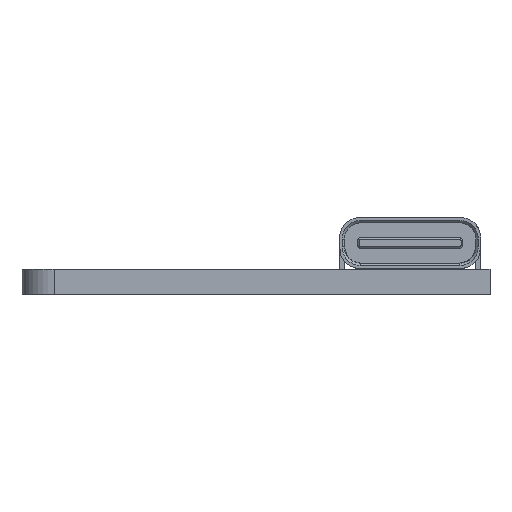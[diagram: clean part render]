
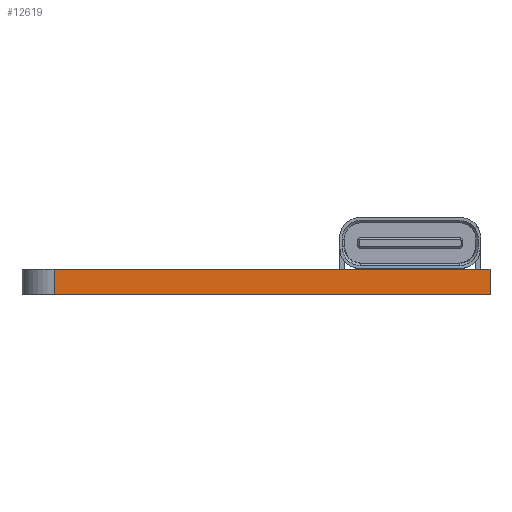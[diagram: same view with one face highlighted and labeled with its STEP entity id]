
A CAD part, left-side view. The second image highlights one B-rep face of the part: STEP entity #12619.
In plain terms, the highlighted planar face has unit normal (-1, -0.002, 0).
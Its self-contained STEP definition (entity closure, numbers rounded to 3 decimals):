
#9197 = CYLINDRICAL_SURFACE('',#9198,2.144);
#9198 = AXIS2_PLACEMENT_3D('',#9199,#9200,#9201);
#9199 = CARTESIAN_POINT('',(40.811,-78.211,0.));
#9200 = DIRECTION('',(-0.,-0.,-1.));
#9201 = DIRECTION('',(1.,0.,-0.));
#9225 = PLANE('',#9226);
#9226 = AXIS2_PLACEMENT_3D('',#9227,#9228,#9229);
#9227 = CARTESIAN_POINT('',(57.959,-95.542,1.6));
#9228 = DIRECTION('',(-0.,-0.,-1.));
#9229 = DIRECTION('',(-1.,0.,0.));
#9279 = PLANE('',#9280);
#9280 = AXIS2_PLACEMENT_3D('',#9281,#9282,#9283);
#9281 = CARTESIAN_POINT('',(57.959,-95.542,0.));
#9282 = DIRECTION('',(-0.,-0.,-1.));
#9283 = DIRECTION('',(-1.,0.,0.));
#9296 = VERTEX_POINT('',#9297);
#9297 = CARTESIAN_POINT('',(38.67,-78.11,1.6));
#9323 = EDGE_CURVE('',#9324,#9296,#9326,.T.);
#9324 = VERTEX_POINT('',#9325);
#9325 = CARTESIAN_POINT('',(38.67,-78.11,0.));
#9326 = SURFACE_CURVE('',#9327,(#9331,#9338),.PCURVE_S1.);
#9327 = LINE('',#9328,#9329);
#9328 = CARTESIAN_POINT('',(38.67,-78.11,0.));
#9329 = VECTOR('',#9330,1.);
#9330 = DIRECTION('',(0.,0.,1.));
#9331 = PCURVE('',#9197,#9332);
#9332 = DEFINITIONAL_REPRESENTATION('',(#9333),#9337);
#9333 = LINE('',#9334,#9335);
#9334 = CARTESIAN_POINT('',(-3.095,0.));
#9335 = VECTOR('',#9336,1.);
#9336 = DIRECTION('',(-0.,-1.));
#9337 = ( GEOMETRIC_REPRESENTATION_CONTEXT(2) 
PARAMETRIC_REPRESENTATION_CONTEXT() REPRESENTATION_CONTEXT('2D SPACE',''
  ) );
#9338 = PCURVE('',#9339,#9344);
#9339 = PLANE('',#9340);
#9340 = AXIS2_PLACEMENT_3D('',#9341,#9342,#9343);
#9341 = CARTESIAN_POINT('',(38.731,-105.78,0.));
#9342 = DIRECTION('',(-1.,-0.002,0.));
#9343 = DIRECTION('',(-0.002,1.,0.));
#9344 = DEFINITIONAL_REPRESENTATION('',(#9345),#9349);
#9345 = LINE('',#9346,#9347);
#9346 = CARTESIAN_POINT('',(27.67,0.));
#9347 = VECTOR('',#9348,1.);
#9348 = DIRECTION('',(0.,-1.));
#9349 = ( GEOMETRIC_REPRESENTATION_CONTEXT(2) 
PARAMETRIC_REPRESENTATION_CONTEXT() REPRESENTATION_CONTEXT('2D SPACE',''
  ) );
#9398 = PLANE('',#9399);
#9399 = AXIS2_PLACEMENT_3D('',#9400,#9401,#9402);
#9400 = CARTESIAN_POINT('',(84.13,-105.76,0.));
#9401 = DIRECTION('',(0.,-1.,0.));
#9402 = DIRECTION('',(-1.,0.,0.));
#9469 = VERTEX_POINT('',#9470);
#9470 = CARTESIAN_POINT('',(38.731,-105.78,0.));
#9491 = EDGE_CURVE('',#9469,#9324,#9492,.T.);
#9492 = SURFACE_CURVE('',#9493,(#9497,#9504),.PCURVE_S1.);
#9493 = LINE('',#9494,#9495);
#9494 = CARTESIAN_POINT('',(38.731,-105.78,0.));
#9495 = VECTOR('',#9496,1.);
#9496 = DIRECTION('',(-0.002,1.,0.));
#9497 = PCURVE('',#9279,#9498);
#9498 = DEFINITIONAL_REPRESENTATION('',(#9499),#9503);
#9499 = LINE('',#9500,#9501);
#9500 = CARTESIAN_POINT('',(19.229,-10.238));
#9501 = VECTOR('',#9502,1.);
#9502 = DIRECTION('',(0.002,1.));
#9503 = ( GEOMETRIC_REPRESENTATION_CONTEXT(2) 
PARAMETRIC_REPRESENTATION_CONTEXT() REPRESENTATION_CONTEXT('2D SPACE',''
  ) );
#9504 = PCURVE('',#9339,#9505);
#9505 = DEFINITIONAL_REPRESENTATION('',(#9506),#9510);
#9506 = LINE('',#9507,#9508);
#9507 = CARTESIAN_POINT('',(0.,0.));
#9508 = VECTOR('',#9509,1.);
#9509 = DIRECTION('',(1.,0.));
#9510 = ( GEOMETRIC_REPRESENTATION_CONTEXT(2) 
PARAMETRIC_REPRESENTATION_CONTEXT() REPRESENTATION_CONTEXT('2D SPACE',''
  ) );
#11170 = VERTEX_POINT('',#11171);
#11171 = CARTESIAN_POINT('',(38.731,-105.78,1.6));
#11192 = EDGE_CURVE('',#11170,#9296,#11193,.T.);
#11193 = SURFACE_CURVE('',#11194,(#11198,#11205),.PCURVE_S1.);
#11194 = LINE('',#11195,#11196);
#11195 = CARTESIAN_POINT('',(38.731,-105.78,1.6));
#11196 = VECTOR('',#11197,1.);
#11197 = DIRECTION('',(-0.002,1.,0.));
#11198 = PCURVE('',#9225,#11199);
#11199 = DEFINITIONAL_REPRESENTATION('',(#11200),#11204);
#11200 = LINE('',#11201,#11202);
#11201 = CARTESIAN_POINT('',(19.229,-10.238));
#11202 = VECTOR('',#11203,1.);
#11203 = DIRECTION('',(0.002,1.));
#11204 = ( GEOMETRIC_REPRESENTATION_CONTEXT(2) 
PARAMETRIC_REPRESENTATION_CONTEXT() REPRESENTATION_CONTEXT('2D SPACE',''
  ) );
#11205 = PCURVE('',#9339,#11206);
#11206 = DEFINITIONAL_REPRESENTATION('',(#11207),#11211);
#11207 = LINE('',#11208,#11209);
#11208 = CARTESIAN_POINT('',(0.,-1.6));
#11209 = VECTOR('',#11210,1.);
#11210 = DIRECTION('',(1.,0.));
#11211 = ( GEOMETRIC_REPRESENTATION_CONTEXT(2) 
PARAMETRIC_REPRESENTATION_CONTEXT() REPRESENTATION_CONTEXT('2D SPACE',''
  ) );
#12619 = ADVANCED_FACE('',(#12620),#9339,.T.);
#12620 = FACE_BOUND('',#12621,.T.);
#12621 = EDGE_LOOP('',(#12622,#12643,#12644,#12645));
#12622 = ORIENTED_EDGE('',*,*,#12623,.T.);
#12623 = EDGE_CURVE('',#9469,#11170,#12624,.T.);
#12624 = SURFACE_CURVE('',#12625,(#12629,#12636),.PCURVE_S1.);
#12625 = LINE('',#12626,#12627);
#12626 = CARTESIAN_POINT('',(38.731,-105.78,0.));
#12627 = VECTOR('',#12628,1.);
#12628 = DIRECTION('',(0.,0.,1.));
#12629 = PCURVE('',#9339,#12630);
#12630 = DEFINITIONAL_REPRESENTATION('',(#12631),#12635);
#12631 = LINE('',#12632,#12633);
#12632 = CARTESIAN_POINT('',(0.,0.));
#12633 = VECTOR('',#12634,1.);
#12634 = DIRECTION('',(0.,-1.));
#12635 = ( GEOMETRIC_REPRESENTATION_CONTEXT(2) 
PARAMETRIC_REPRESENTATION_CONTEXT() REPRESENTATION_CONTEXT('2D SPACE',''
  ) );
#12636 = PCURVE('',#9398,#12637);
#12637 = DEFINITIONAL_REPRESENTATION('',(#12638),#12642);
#12638 = LINE('',#12639,#12640);
#12639 = CARTESIAN_POINT('',(45.4,0.));
#12640 = VECTOR('',#12641,1.);
#12641 = DIRECTION('',(0.,-1.));
#12642 = ( GEOMETRIC_REPRESENTATION_CONTEXT(2) 
PARAMETRIC_REPRESENTATION_CONTEXT() REPRESENTATION_CONTEXT('2D SPACE',''
  ) );
#12643 = ORIENTED_EDGE('',*,*,#11192,.T.);
#12644 = ORIENTED_EDGE('',*,*,#9323,.F.);
#12645 = ORIENTED_EDGE('',*,*,#9491,.F.);
